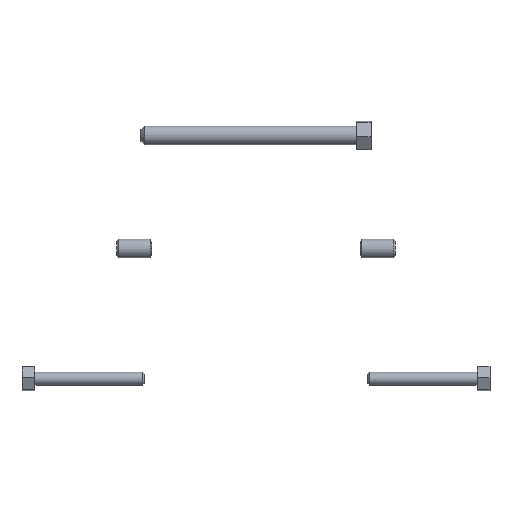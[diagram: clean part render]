
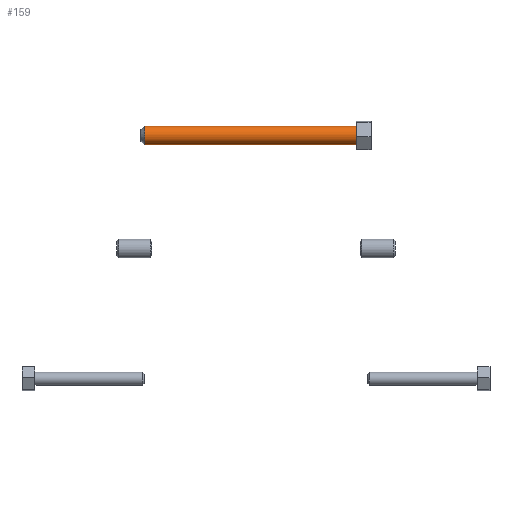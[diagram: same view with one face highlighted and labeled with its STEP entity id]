
A CAD part, front view. The second image highlights one B-rep face of the part: STEP entity #159.
In plain terms, the highlighted cylindrical face has radius 6.35 mm (diameter 12.7 mm), a full revolution.
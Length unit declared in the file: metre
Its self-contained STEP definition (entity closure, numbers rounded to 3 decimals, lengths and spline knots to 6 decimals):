
#159 = ADVANCED_FACE( '', ( #326, #327 ), #328, .T. );
#326 = FACE_OUTER_BOUND( '', #497, .T. );
#327 = FACE_OUTER_BOUND( '', #498, .T. );
#328 = CYLINDRICAL_SURFACE( '', #499, 0.00635 );
#497 = EDGE_LOOP( '', ( #779 ) );
#498 = EDGE_LOOP( '', ( #780 ) );
#499 = AXIS2_PLACEMENT_3D( '', #781, #782, #783 );
#779 = ORIENTED_EDGE( '', *, *, #883, .T. );
#780 = ORIENTED_EDGE( '', *, *, #836, .F. );
#781 = CARTESIAN_POINT( '', ( -6.792485, -2.56899, 0.824293 ) );
#782 = DIRECTION( '', ( -1., 0., 0. ) );
#783 = DIRECTION( '', ( 0., 0., -1. ) );
#836 = EDGE_CURVE( '', #950, #950, #951, .T. );
#883 = EDGE_CURVE( '', #1027, #1027, #1028, .T. );
#950 = VERTEX_POINT( '', #1117 );
#951 = CIRCLE( '', #1118, 0.00635 );
#1027 = VERTEX_POINT( '', #1219 );
#1028 = CIRCLE( '', #1220, 0.00635 );
#1117 = CARTESIAN_POINT( '', ( 0.068599, -2.56899, 0.817943 ) );
#1118 = AXIS2_PLACEMENT_3D( '', #1337, #1338, #1339 );
#1219 = CARTESIAN_POINT( '', ( -0.076219, -2.56899, 0.817943 ) );
#1220 = AXIS2_PLACEMENT_3D( '', #1389, #1390, #1391 );
#1337 = CARTESIAN_POINT( '', ( 0.068599, -2.56899, 0.824293 ) );
#1338 = DIRECTION( '', ( 1., 0., 0. ) );
#1339 = DIRECTION( '', ( 0., 0., -1. ) );
#1389 = CARTESIAN_POINT( '', ( -0.076219, -2.56899, 0.824293 ) );
#1390 = DIRECTION( '', ( 1., 0., 0. ) );
#1391 = DIRECTION( '', ( 0., 0., -1. ) );
